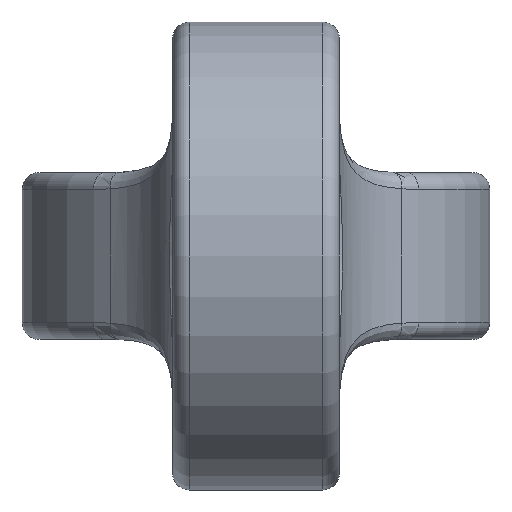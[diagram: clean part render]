
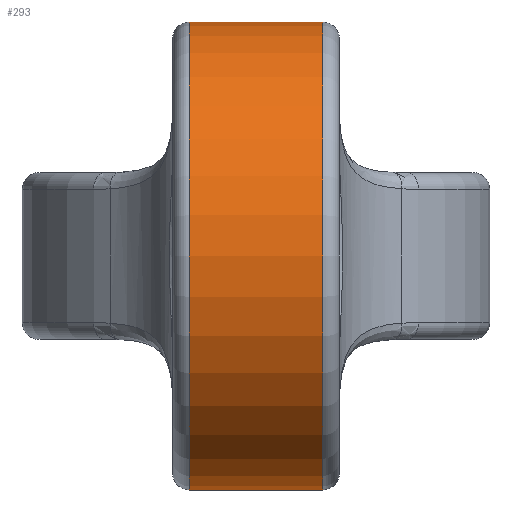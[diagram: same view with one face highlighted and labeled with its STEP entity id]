
A CAD part, left-side view. The second image highlights one B-rep face of the part: STEP entity #293.
In plain terms, the highlighted cylindrical face has radius 7.025 mm (diameter 14.05 mm), a partial arc.
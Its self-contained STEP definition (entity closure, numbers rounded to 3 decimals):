
#1 = CARTESIAN_POINT ( 'NONE',  ( 0., 5.05, 0. ) ) ;
#46 = EDGE_CURVE ( 'NONE', #1525, #2533, #234, .T. ) ;
#98 = CARTESIAN_POINT ( 'NONE',  ( 0., 5.05, 7.025 ) ) ;
#207 = DIRECTION ( 'NONE',  ( 0., 1., 0. ) ) ;
#234 = CIRCLE ( 'NONE', #2102, 7.025 ) ;
#280 = ORIENTED_EDGE ( 'NONE', *, *, #46, .T. ) ;
#293 = ADVANCED_FACE ( 'NONE', ( #1025 ), #2528, .T. ) ;
#409 = DIRECTION ( 'NONE',  ( 0., 0., 1. ) ) ;
#414 = CARTESIAN_POINT ( 'NONE',  ( 0., 9.05, 0. ) ) ;
#489 = VECTOR ( 'NONE', #1933, 1000. ) ;
#503 = EDGE_CURVE ( 'NONE', #1663, #2533, #1339, .T. ) ;
#507 = AXIS2_PLACEMENT_3D ( 'NONE', #1396, #2527, #1194 ) ;
#682 = VECTOR ( 'NONE', #1449, 1000. ) ;
#830 = ORIENTED_EDGE ( 'NONE', *, *, #503, .F. ) ;
#875 = DIRECTION ( 'NONE',  ( 0., 0., -1. ) ) ;
#894 = VERTEX_POINT ( 'NONE', #1960 ) ;
#1025 = FACE_OUTER_BOUND ( 'NONE', #2370, .T. ) ;
#1129 = CIRCLE ( 'NONE', #1776, 7.025 ) ;
#1194 = DIRECTION ( 'NONE',  ( 0., 0., -1. ) ) ;
#1262 = LINE ( 'NONE', #1394, #682 ) ;
#1295 = CARTESIAN_POINT ( 'NONE',  ( 0., 5.05, -7.025 ) ) ;
#1339 = LINE ( 'NONE', #1962, #489 ) ;
#1394 = CARTESIAN_POINT ( 'NONE',  ( 0., 14.1, -7.025 ) ) ;
#1396 = CARTESIAN_POINT ( 'NONE',  ( 0., 14.1, 0. ) ) ;
#1449 = DIRECTION ( 'NONE',  ( 0., -1., 0. ) ) ;
#1525 = VERTEX_POINT ( 'NONE', #1295 ) ;
#1663 = VERTEX_POINT ( 'NONE', #2577 ) ;
#1703 = ORIENTED_EDGE ( 'NONE', *, *, #1831, .T. ) ;
#1736 = ORIENTED_EDGE ( 'NONE', *, *, #2850, .T. ) ;
#1776 = AXIS2_PLACEMENT_3D ( 'NONE', #414, #2639, #875 ) ;
#1831 = EDGE_CURVE ( 'NONE', #1663, #894, #1129, .T. ) ;
#1933 = DIRECTION ( 'NONE',  ( 0., -1., 0. ) ) ;
#1960 = CARTESIAN_POINT ( 'NONE',  ( 0., 9.05, -7.025 ) ) ;
#1962 = CARTESIAN_POINT ( 'NONE',  ( 0., 14.1, 7.025 ) ) ;
#2102 = AXIS2_PLACEMENT_3D ( 'NONE', #1, #207, #409 ) ;
#2370 = EDGE_LOOP ( 'NONE', ( #830, #1703, #1736, #280 ) ) ;
#2527 = DIRECTION ( 'NONE',  ( 0., -1., 0. ) ) ;
#2528 = CYLINDRICAL_SURFACE ( 'NONE', #507, 7.025 ) ;
#2533 = VERTEX_POINT ( 'NONE', #98 ) ;
#2577 = CARTESIAN_POINT ( 'NONE',  ( 0., 9.05, 7.025 ) ) ;
#2639 = DIRECTION ( 'NONE',  ( 0., -1., 0. ) ) ;
#2850 = EDGE_CURVE ( 'NONE', #894, #1525, #1262, .T. ) ;
